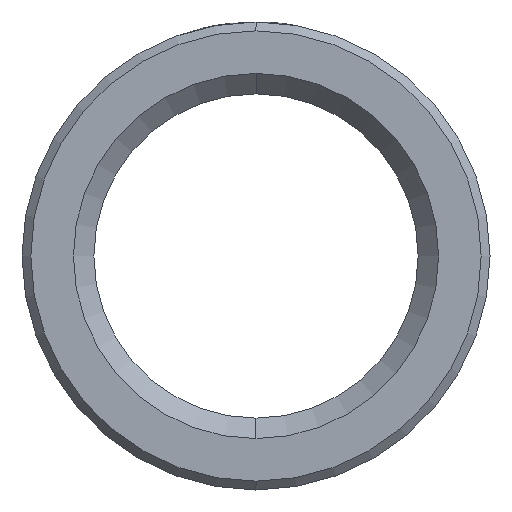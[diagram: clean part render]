
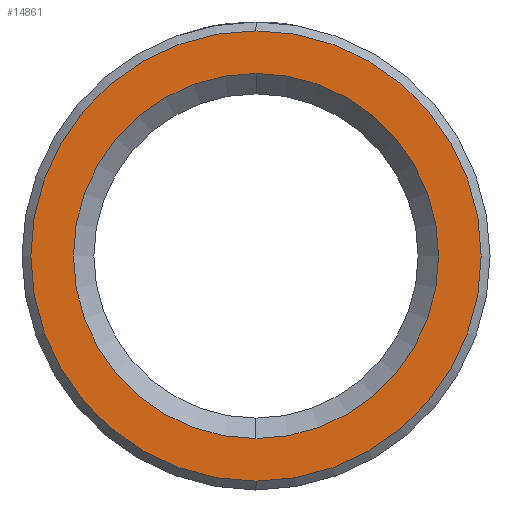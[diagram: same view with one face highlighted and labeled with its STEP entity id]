
A CAD part, left-side view. The second image highlights one B-rep face of the part: STEP entity #14861.
In plain terms, the highlighted planar face has unit normal (-1, 0, 0).
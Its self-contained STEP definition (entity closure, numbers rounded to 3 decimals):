
#519 = EDGE_CURVE ( 'NONE', #10106, #6038, #9346, .T. ) ;
#968 = DIRECTION ( 'NONE',  ( -1., 0., 0. ) ) ;
#1364 = ORIENTED_EDGE ( 'NONE', *, *, #519, .T. ) ;
#1478 = CIRCLE ( 'NONE', #10424, 10.34 ) ;
#1663 = DIRECTION ( 'NONE',  ( 0., 0., -1. ) ) ;
#1682 = DIRECTION ( 'NONE',  ( 1., 0., 0. ) ) ;
#1951 = VERTEX_POINT ( 'NONE', #9872 ) ;
#1954 = DIRECTION ( 'NONE',  ( -1., 0., 0. ) ) ;
#2083 = EDGE_LOOP ( 'NONE', ( #9769, #6657 ) ) ;
#2423 = CARTESIAN_POINT ( 'NONE',  ( 0., 0., 0. ) ) ;
#2839 = CARTESIAN_POINT ( 'NONE',  ( 0., 0., -10.34 ) ) ;
#3026 = CARTESIAN_POINT ( 'NONE',  ( 0., 0., 0. ) ) ;
#3462 = EDGE_LOOP ( 'NONE', ( #1364, #10572 ) ) ;
#3499 = DIRECTION ( 'NONE',  ( 0., 0., -1. ) ) ;
#3595 = CIRCLE ( 'NONE', #6942, 10.34 ) ;
#3843 = FACE_OUTER_BOUND ( 'NONE', #3462, .T. ) ;
#5276 = VERTEX_POINT ( 'NONE', #2839 ) ;
#5338 = AXIS2_PLACEMENT_3D ( 'NONE', #15770, #968, #3499 ) ;
#5358 = CARTESIAN_POINT ( 'NONE',  ( 0., 0., 0. ) ) ;
#6038 = VERTEX_POINT ( 'NONE', #14594 ) ;
#6657 = ORIENTED_EDGE ( 'NONE', *, *, #14324, .T. ) ;
#6719 = DIRECTION ( 'NONE',  ( 1., 0., 0. ) ) ;
#6942 = AXIS2_PLACEMENT_3D ( 'NONE', #5358, #1682, #10367 ) ;
#6996 = CIRCLE ( 'NONE', #13497, 12.75 ) ;
#8737 = EDGE_CURVE ( 'NONE', #1951, #5276, #1478, .T. ) ;
#9346 = CIRCLE ( 'NONE', #5338, 12.75 ) ;
#9691 = DIRECTION ( 'NONE',  ( 0., 0., -1. ) ) ;
#9769 = ORIENTED_EDGE ( 'NONE', *, *, #8737, .T. ) ;
#9872 = CARTESIAN_POINT ( 'NONE',  ( 0., 0., 10.34 ) ) ;
#10106 = VERTEX_POINT ( 'NONE', #15673 ) ;
#10367 = DIRECTION ( 'NONE',  ( 0., 0., -1. ) ) ;
#10424 = AXIS2_PLACEMENT_3D ( 'NONE', #2423, #13650, #9691 ) ;
#10500 = FACE_BOUND ( 'NONE', #2083, .T. ) ;
#10572 = ORIENTED_EDGE ( 'NONE', *, *, #15791, .T. ) ;
#11374 = AXIS2_PLACEMENT_3D ( 'NONE', #15231, #6719, #1663 ) ;
#13083 = DIRECTION ( 'NONE',  ( 0., 0., -1. ) ) ;
#13497 = AXIS2_PLACEMENT_3D ( 'NONE', #3026, #1954, #13083 ) ;
#13650 = DIRECTION ( 'NONE',  ( 1., 0., 0. ) ) ;
#14324 = EDGE_CURVE ( 'NONE', #5276, #1951, #3595, .T. ) ;
#14594 = CARTESIAN_POINT ( 'NONE',  ( 0., 0., 12.75 ) ) ;
#14861 = ADVANCED_FACE ( 'NONE', ( #3843, #10500 ), #15468, .F. ) ;
#15231 = CARTESIAN_POINT ( 'NONE',  ( 0., 0., 0. ) ) ;
#15468 = PLANE ( 'NONE',  #11374 ) ;
#15673 = CARTESIAN_POINT ( 'NONE',  ( 0., 0., -12.75 ) ) ;
#15770 = CARTESIAN_POINT ( 'NONE',  ( 0., 0., 0. ) ) ;
#15791 = EDGE_CURVE ( 'NONE', #6038, #10106, #6996, .T. ) ;
